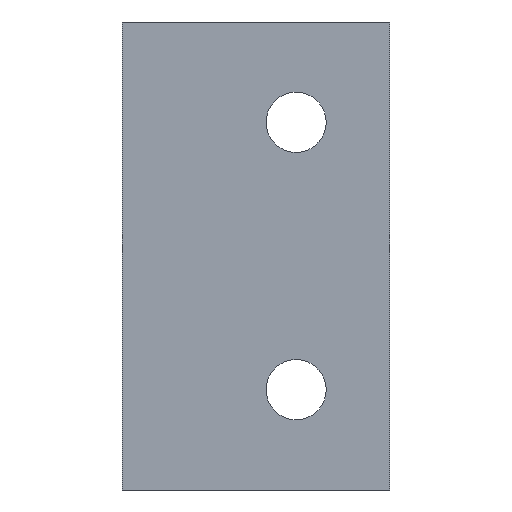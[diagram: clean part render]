
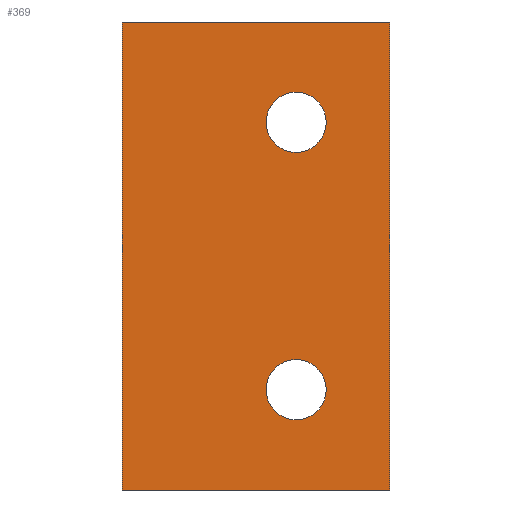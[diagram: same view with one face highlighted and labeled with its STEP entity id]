
A CAD part, front view. The second image highlights one B-rep face of the part: STEP entity #369.
In plain terms, the highlighted planar face has unit normal (0, -1, 0).
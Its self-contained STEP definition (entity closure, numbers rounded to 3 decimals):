
#22=PLANE('',#408);
#49=LINE('',#606,#80);
#51=LINE('',#611,#82);
#53=LINE('',#616,#84);
#54=LINE('',#617,#85);
#80=VECTOR('',#499,20.);
#82=VECTOR('',#505,35.);
#84=VECTOR('',#511,20.);
#85=VECTOR('',#512,35.);
#93=FACE_BOUND('',#139,.T.);
#94=FACE_BOUND('',#140,.T.);
#113=FACE_OUTER_BOUND('',#138,.T.);
#138=EDGE_LOOP('',(#319,#320,#321,#322));
#139=EDGE_LOOP('',(#323));
#140=EDGE_LOOP('',(#324));
#145=CIRCLE('',#375,2.25);
#158=CIRCLE('',#399,2.25);
#163=VERTEX_POINT('',#520);
#188=VERTEX_POINT('',#590);
#193=VERTEX_POINT('',#603);
#194=VERTEX_POINT('',#605);
#195=VERTEX_POINT('',#609);
#196=VERTEX_POINT('',#615);
#197=EDGE_CURVE('',#163,#163,#145,.T.);
#231=EDGE_CURVE('',#188,#188,#158,.T.);
#238=EDGE_CURVE('',#193,#194,#49,.T.);
#241=EDGE_CURVE('',#195,#193,#51,.T.);
#243=EDGE_CURVE('',#196,#195,#53,.T.);
#244=EDGE_CURVE('',#194,#196,#54,.T.);
#319=ORIENTED_EDGE('',*,*,#241,.F.);
#320=ORIENTED_EDGE('',*,*,#243,.F.);
#321=ORIENTED_EDGE('',*,*,#244,.F.);
#322=ORIENTED_EDGE('',*,*,#238,.F.);
#323=ORIENTED_EDGE('',*,*,#197,.T.);
#324=ORIENTED_EDGE('',*,*,#231,.T.);
#369=ADVANCED_FACE('',(#113,#93,#94),#22,.T.);
#375=AXIS2_PLACEMENT_3D('',#521,#415,#416);
#399=AXIS2_PLACEMENT_3D('',#591,#484,#485);
#408=AXIS2_PLACEMENT_3D('',#614,#509,#510);
#415=DIRECTION('center_axis',(0.,1.,0.));
#416=DIRECTION('ref_axis',(-1.,0.,0.));
#484=DIRECTION('center_axis',(0.,1.,0.));
#485=DIRECTION('ref_axis',(-1.,0.,0.));
#499=DIRECTION('',(-1.,0.,0.));
#505=DIRECTION('',(0.,0.,-1.));
#509=DIRECTION('center_axis',(0.,-1.,0.));
#510=DIRECTION('ref_axis',(1.,0.,0.));
#511=DIRECTION('',(1.,0.,0.));
#512=DIRECTION('',(0.,0.,1.));
#520=CARTESIAN_POINT('',(15.25,0.,-10.));
#521=CARTESIAN_POINT('Origin',(13.,0.,-10.));
#590=CARTESIAN_POINT('',(15.25,0.,10.));
#591=CARTESIAN_POINT('Origin',(13.,0.,10.));
#603=CARTESIAN_POINT('',(20.,0.,-17.5));
#605=CARTESIAN_POINT('',(0.,0.,-17.5));
#606=CARTESIAN_POINT('',(20.,0.,-17.5));
#609=CARTESIAN_POINT('',(20.,0.,17.5));
#611=CARTESIAN_POINT('',(20.,0.,0.));
#614=CARTESIAN_POINT('Origin',(0.,0.,0.));
#615=CARTESIAN_POINT('',(0.,0.,17.5));
#616=CARTESIAN_POINT('',(20.,0.,17.5));
#617=CARTESIAN_POINT('',(0.,0.,0.));
